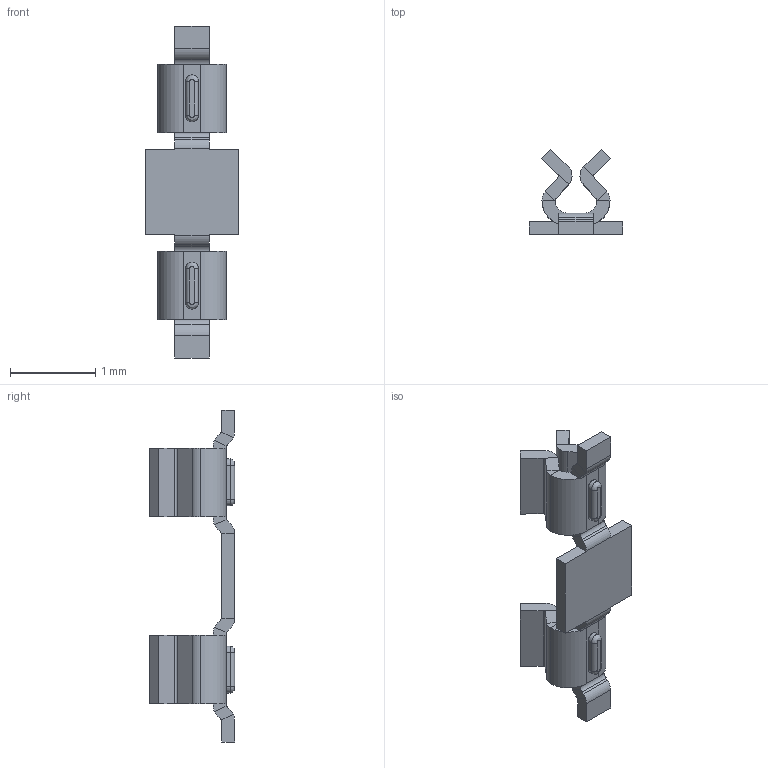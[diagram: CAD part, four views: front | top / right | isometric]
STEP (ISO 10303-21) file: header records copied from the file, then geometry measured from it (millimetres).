
FILE_DESCRIPTION((''),'2;1');
FILE_NAME('S0941-46','2015-07-16T',('wpreston'),(''),'CREO PARAMETRIC BY PTC INC, 2014190','CREO PARAMETRIC BY PTC INC, 2014190','');
FILE_SCHEMA(('CONFIG_CONTROL_DESIGN'));
Length unit declared in the file: millimetre
Products named in the file (1): S0941-46
Bounding box: 1.1 x 1 x 3.9 mm (x, y, z)
Volume: 0.8 mm3; surface area: 14.4 mm2
Topology: 1 solids, 1 shells, 178 faces, 477 edges, 305 vertices
Faces by surface type: plane 114, cylinder 48, bspline 16
Entity records: 9400 total; most frequent: CARTESIAN_POINT 3483, ORIENTED_EDGE 954, DIRECTION 889, PRESENTATION_STYLE_ASSIGNMENT 478, STYLED_ITEM 478, CURVE_STYLE 477, EDGE_CURVE 477, VECTOR 325
